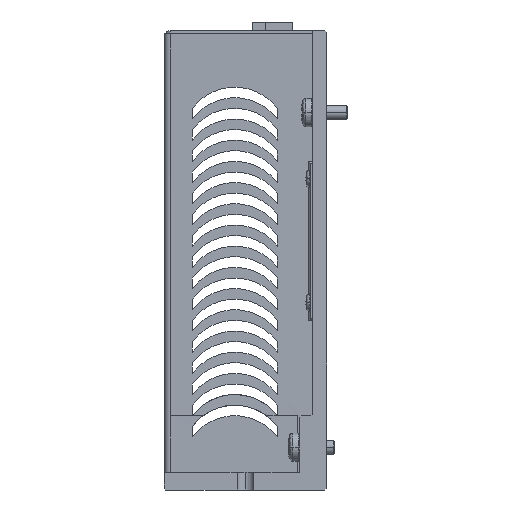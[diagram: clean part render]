
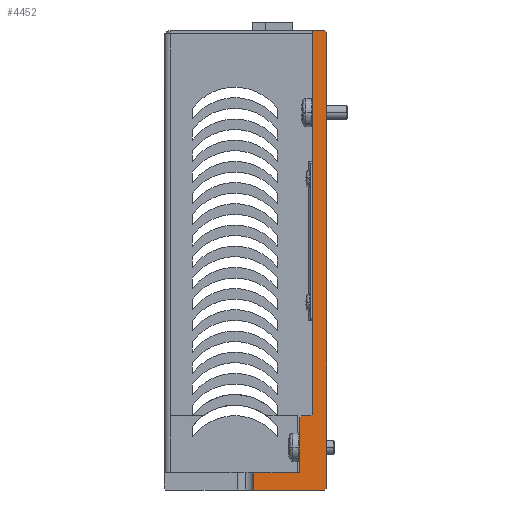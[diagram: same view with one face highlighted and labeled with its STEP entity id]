
A CAD part, left-side view. The second image highlights one B-rep face of the part: STEP entity #4452.
In plain terms, the highlighted planar face has unit normal (-1, 0, 0).
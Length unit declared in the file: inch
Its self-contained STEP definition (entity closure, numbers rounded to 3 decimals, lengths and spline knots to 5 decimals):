
#1329 = LINE ( 'NONE', #37051, #16504 ) ;
#3534 = AXIS2_PLACEMENT_3D ( 'NONE', #8399, #23360, #60006 ) ;
#3621 = CARTESIAN_POINT ( 'NONE',  ( -2.99213, -0.09252, 0. ) ) ;
#3709 = EDGE_CURVE ( 'NONE', #87838, #8696, #43500, .T. ) ;
#4452 = ADVANCED_FACE ( 'NONE', ( #28694 ), #36879, .F. ) ;
#6065 = ORIENTED_EDGE ( 'NONE', *, *, #51583, .F. ) ;
#7387 = ORIENTED_EDGE ( 'NONE', *, *, #70528, .F. ) ;
#7724 = CARTESIAN_POINT ( 'NONE',  ( -2.99213, -0.09252, -2.55906 ) ) ;
#8399 = CARTESIAN_POINT ( 'NONE',  ( -2.99213, 0., 0. ) ) ;
#8696 = VERTEX_POINT ( 'NONE', #58719 ) ;
#9501 = VECTOR ( 'NONE', #35769, 39.37008 ) ;
#9757 = DIRECTION ( 'NONE',  ( 0., 0.707, -0.707 ) ) ;
#10195 = VERTEX_POINT ( 'NONE', #53567 ) ;
#11053 = EDGE_CURVE ( 'NONE', #40368, #25061, #25338, .T. ) ;
#12264 = VERTEX_POINT ( 'NONE', #40755 ) ;
#12507 = VERTEX_POINT ( 'NONE', #51332 ) ;
#12964 = CARTESIAN_POINT ( 'NONE',  ( -2.99213, 0., -2.3622 ) ) ;
#14390 = VERTEX_POINT ( 'NONE', #81698 ) ;
#16504 = VECTOR ( 'NONE', #66463, 39.37008 ) ;
#17665 = DIRECTION ( 'NONE',  ( 0., -0.707, 0.707 ) ) ;
#18562 = EDGE_CURVE ( 'NONE', #10195, #14390, #27108, .T. ) ;
#21044 = ORIENTED_EDGE ( 'NONE', *, *, #48640, .F. ) ;
#21317 = CARTESIAN_POINT ( 'NONE',  ( -2.99213, -0.90551, -2.48031 ) ) ;
#22115 = CARTESIAN_POINT ( 'NONE',  ( -2.99213, -0.72835, -1.73228 ) ) ;
#22596 = VECTOR ( 'NONE', #92674, 39.37008 ) ;
#23360 = DIRECTION ( 'NONE',  ( 1., 0., 0. ) ) ;
#24151 = CARTESIAN_POINT ( 'NONE',  ( -2.99213, 0., -1.73228 ) ) ;
#24640 = CARTESIAN_POINT ( 'NONE',  ( -2.99213, -0.88583, 2.55906 ) ) ;
#25061 = VERTEX_POINT ( 'NONE', #59452 ) ;
#25338 = LINE ( 'NONE', #3621, #25912 ) ;
#25912 = VECTOR ( 'NONE', #55217, 39.37008 ) ;
#26723 = VERTEX_POINT ( 'NONE', #24640 ) ;
#26945 = LINE ( 'NONE', #12964, #36894 ) ;
#27108 = LINE ( 'NONE', #21317, #9501 ) ;
#27578 = DIRECTION ( 'NONE',  ( 0., 0., 1. ) ) ;
#27859 = ORIENTED_EDGE ( 'NONE', *, *, #60815, .F. ) ;
#28224 = CARTESIAN_POINT ( 'NONE',  ( -2.99213, 0., -2.55906 ) ) ;
#28383 = VECTOR ( 'NONE', #74397, 39.37008 ) ;
#28660 = VECTOR ( 'NONE', #17665, 39.37008 ) ;
#28694 = FACE_OUTER_BOUND ( 'NONE', #89133, .T. ) ;
#28697 = LINE ( 'NONE', #28224, #94875 ) ;
#30508 = LINE ( 'NONE', #44967, #28383 ) ;
#30691 = CARTESIAN_POINT ( 'NONE',  ( -2.99213, -0.60236, -2.3622 ) ) ;
#31672 = LINE ( 'NONE', #61562, #28660 ) ;
#32874 = CARTESIAN_POINT ( 'NONE',  ( -2.99213, -0.89567, -2.54921 ) ) ;
#33081 = ORIENTED_EDGE ( 'NONE', *, *, #78734, .F. ) ;
#35769 = DIRECTION ( 'NONE',  ( 0., 0., -1. ) ) ;
#35787 = CARTESIAN_POINT ( 'NONE',  ( -2.99213, -0.60236, 0. ) ) ;
#36879 = PLANE ( 'NONE',  #3534 ) ;
#36894 = VECTOR ( 'NONE', #57794, 39.37008 ) ;
#37051 = CARTESIAN_POINT ( 'NONE',  ( -2.99213, -0.73819, -1.72244 ) ) ;
#37532 = ORIENTED_EDGE ( 'NONE', *, *, #3709, .F. ) ;
#39047 = ORIENTED_EDGE ( 'NONE', *, *, #18562, .F. ) ;
#39082 = LINE ( 'NONE', #24151, #74832 ) ;
#39640 = LINE ( 'NONE', #32874, #90553 ) ;
#40368 = VERTEX_POINT ( 'NONE', #7724 ) ;
#40755 = CARTESIAN_POINT ( 'NONE',  ( -2.99213, -0.88583, -2.55906 ) ) ;
#41055 = CARTESIAN_POINT ( 'NONE',  ( -2.99213, -0.74803, 0. ) ) ;
#41554 = LINE ( 'NONE', #41055, #65865 ) ;
#43500 = LINE ( 'NONE', #35787, #86611 ) ;
#44967 = CARTESIAN_POINT ( 'NONE',  ( -2.99213, 0., 2.55906 ) ) ;
#46582 = EDGE_CURVE ( 'NONE', #8696, #63911, #31672, .T. ) ;
#47500 = EDGE_CURVE ( 'NONE', #26723, #10195, #70463, .T. ) ;
#48640 = EDGE_CURVE ( 'NONE', #14390, #12264, #39640, .T. ) ;
#51332 = CARTESIAN_POINT ( 'NONE',  ( -2.99213, -0.74803, 2.55906 ) ) ;
#51583 = EDGE_CURVE ( 'NONE', #25061, #87838, #26945, .T. ) ;
#53567 = CARTESIAN_POINT ( 'NONE',  ( -2.99213, -0.90551, 2.53937 ) ) ;
#54020 = DIRECTION ( 'NONE',  ( 0., -1., 0. ) ) ;
#55217 = DIRECTION ( 'NONE',  ( 0., 0., 1. ) ) ;
#57794 = DIRECTION ( 'NONE',  ( 0., -1., 0. ) ) ;
#58051 = VERTEX_POINT ( 'NONE', #22115 ) ;
#58719 = CARTESIAN_POINT ( 'NONE',  ( -2.99213, -0.60236, -1.75197 ) ) ;
#59452 = CARTESIAN_POINT ( 'NONE',  ( -2.99213, -0.09252, -2.3622 ) ) ;
#60006 = DIRECTION ( 'NONE',  ( 0., 0., -1. ) ) ;
#60815 = EDGE_CURVE ( 'NONE', #12264, #40368, #28697, .T. ) ;
#61562 = CARTESIAN_POINT ( 'NONE',  ( -2.99213, -0.6122, -1.74213 ) ) ;
#63911 = VERTEX_POINT ( 'NONE', #90887 ) ;
#65206 = DIRECTION ( 'NONE',  ( 0., 0., 1. ) ) ;
#65865 = VECTOR ( 'NONE', #27578, 39.37008 ) ;
#66463 = DIRECTION ( 'NONE',  ( 0., -0.707, 0.707 ) ) ;
#66467 = ORIENTED_EDGE ( 'NONE', *, *, #11053, .F. ) ;
#70463 = LINE ( 'NONE', #71427, #22596 ) ;
#70528 = EDGE_CURVE ( 'NONE', #12507, #26723, #30508, .T. ) ;
#71427 = CARTESIAN_POINT ( 'NONE',  ( -2.99213, -0.88583, 2.55906 ) ) ;
#73426 = EDGE_CURVE ( 'NONE', #63911, #58051, #39082, .T. ) ;
#74397 = DIRECTION ( 'NONE',  ( 0., -1., 0. ) ) ;
#74832 = VECTOR ( 'NONE', #54020, 39.37008 ) ;
#76203 = ORIENTED_EDGE ( 'NONE', *, *, #47500, .F. ) ;
#78168 = ORIENTED_EDGE ( 'NONE', *, *, #46582, .F. ) ;
#78734 = EDGE_CURVE ( 'NONE', #58051, #84060, #1329, .T. ) ;
#79680 = EDGE_CURVE ( 'NONE', #84060, #12507, #41554, .T. ) ;
#81698 = CARTESIAN_POINT ( 'NONE',  ( -2.99213, -0.90551, -2.53937 ) ) ;
#83812 = CARTESIAN_POINT ( 'NONE',  ( -2.99213, -0.74803, -1.7126 ) ) ;
#84060 = VERTEX_POINT ( 'NONE', #83812 ) ;
#86611 = VECTOR ( 'NONE', #65206, 39.37008 ) ;
#87067 = DIRECTION ( 'NONE',  ( 0., 1., 0. ) ) ;
#87838 = VERTEX_POINT ( 'NONE', #30691 ) ;
#89133 = EDGE_LOOP ( 'NONE', ( #76203, #7387, #93180, #33081, #91605, #78168, #37532, #6065, #66467, #27859, #21044, #39047 ) ) ;
#90553 = VECTOR ( 'NONE', #9757, 39.37008 ) ;
#90887 = CARTESIAN_POINT ( 'NONE',  ( -2.99213, -0.62205, -1.73228 ) ) ;
#91605 = ORIENTED_EDGE ( 'NONE', *, *, #73426, .F. ) ;
#92674 = DIRECTION ( 'NONE',  ( 0., -0.707, -0.707 ) ) ;
#93180 = ORIENTED_EDGE ( 'NONE', *, *, #79680, .F. ) ;
#94875 = VECTOR ( 'NONE', #87067, 39.37008 ) ;
